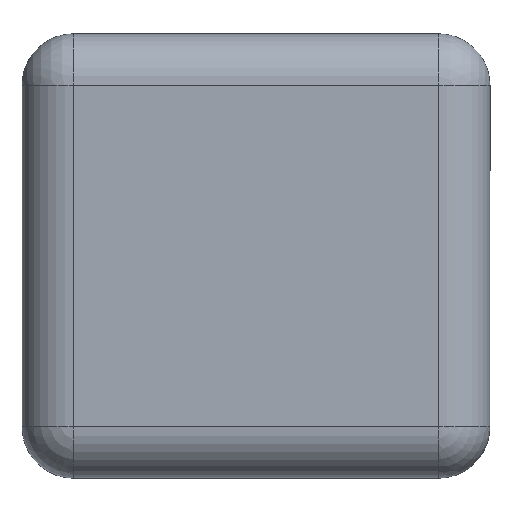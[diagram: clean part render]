
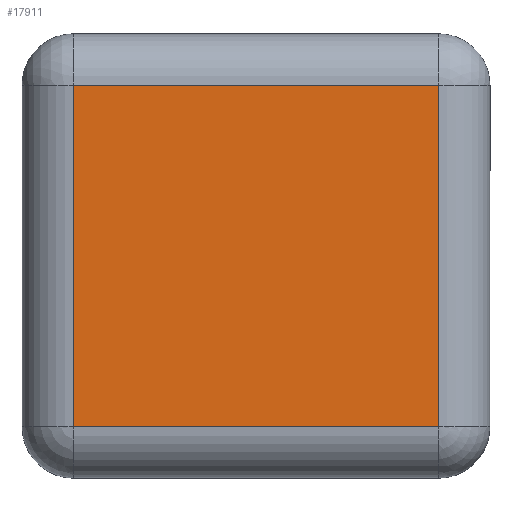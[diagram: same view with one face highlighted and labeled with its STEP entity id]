
A CAD part, front view. The second image highlights one B-rep face of the part: STEP entity #17911.
In plain terms, the highlighted planar face has unit normal (0, -1, 0).
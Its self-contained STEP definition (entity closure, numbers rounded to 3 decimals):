
#630 = EDGE_CURVE ( 'NONE', #22362, #16456, #6790, .T. ) ;
#1944 = CARTESIAN_POINT ( 'NONE',  ( -295.565, -132.665, 0. ) ) ;
#2975 = DIRECTION ( 'NONE',  ( 0., 0., -1. ) ) ;
#3507 = CARTESIAN_POINT ( 'NONE',  ( 271.786, -132.665, 0. ) ) ;
#4692 = CARTESIAN_POINT ( 'NONE',  ( 271.786, -132.665, 363.011 ) ) ;
#5101 = ORIENTED_EDGE ( 'NONE', *, *, #9595, .T. ) ;
#6790 = LINE ( 'NONE', #51387, #36389 ) ;
#6940 = DIRECTION ( 'NONE',  ( 1., 0., 0. ) ) ;
#9595 = EDGE_CURVE ( 'NONE', #26785, #22362, #38434, .T. ) ;
#9788 = ORIENTED_EDGE ( 'NONE', *, *, #630, .T. ) ;
#10260 = FACE_OUTER_BOUND ( 'NONE', #46151, .T. ) ;
#10515 = VERTEX_POINT ( 'NONE', #42101 ) ;
#12744 = EDGE_CURVE ( 'NONE', #16456, #10515, #50771, .T. ) ;
#12800 = EDGE_CURVE ( 'NONE', #10515, #26785, #38162, .T. ) ;
#14455 = ORIENTED_EDGE ( 'NONE', *, *, #12744, .T. ) ;
#16092 = VECTOR ( 'NONE', #6940, 1000. ) ;
#16456 = VERTEX_POINT ( 'NONE', #39317 ) ;
#17911 = ADVANCED_FACE ( 'NONE', ( #10260 ), #25771, .T. ) ;
#22362 = VERTEX_POINT ( 'NONE', #4692 ) ;
#25771 = PLANE ( 'NONE',  #46518 ) ;
#26044 = DIRECTION ( 'NONE',  ( 0., -1., 0. ) ) ;
#26304 = CARTESIAN_POINT ( 'NONE',  ( 0., -132.665, 0. ) ) ;
#26785 = VERTEX_POINT ( 'NONE', #31873 ) ;
#29154 = ORIENTED_EDGE ( 'NONE', *, *, #12800, .T. ) ;
#30201 = VECTOR ( 'NONE', #44136, 1000. ) ;
#31873 = CARTESIAN_POINT ( 'NONE',  ( 271.786, -132.665, -167.688 ) ) ;
#34235 = CARTESIAN_POINT ( 'NONE',  ( 0., -132.665, -167.688 ) ) ;
#36389 = VECTOR ( 'NONE', #46141, 1000. ) ;
#37868 = VECTOR ( 'NONE', #2975, 1000. ) ;
#38162 = LINE ( 'NONE', #34235, #16092 ) ;
#38434 = LINE ( 'NONE', #3507, #30201 ) ;
#39317 = CARTESIAN_POINT ( 'NONE',  ( -295.565, -132.665, 363.011 ) ) ;
#41475 = DIRECTION ( 'NONE',  ( 0., 0., -1. ) ) ;
#42101 = CARTESIAN_POINT ( 'NONE',  ( -295.565, -132.665, -167.688 ) ) ;
#44136 = DIRECTION ( 'NONE',  ( 0., 0., 1. ) ) ;
#46141 = DIRECTION ( 'NONE',  ( -1., 0., 0. ) ) ;
#46151 = EDGE_LOOP ( 'NONE', ( #14455, #29154, #5101, #9788 ) ) ;
#46518 = AXIS2_PLACEMENT_3D ( 'NONE', #26304, #26044, #41475 ) ;
#50771 = LINE ( 'NONE', #1944, #37868 ) ;
#51387 = CARTESIAN_POINT ( 'NONE',  ( 0., -132.665, 363.011 ) ) ;
